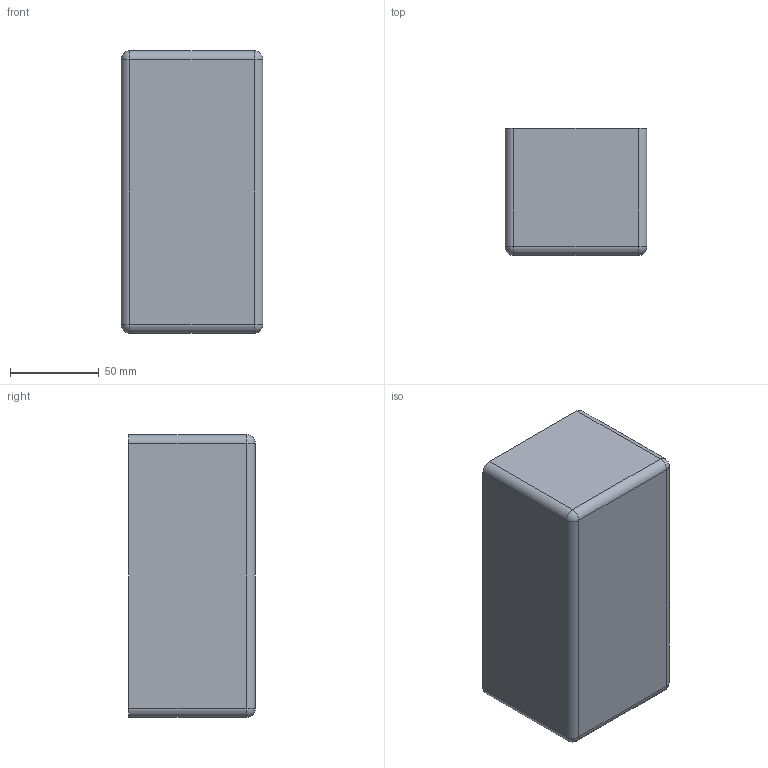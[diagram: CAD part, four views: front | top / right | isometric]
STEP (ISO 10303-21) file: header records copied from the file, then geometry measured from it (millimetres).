
FILE_DESCRIPTION (( 'STEP AP203' ), '1' );
FILE_NAME ('box_upper_Default_sldprt.step_Default_sldprt.STEP', '2024-04-22T08:16:05', ( '' ), ( '' ), 'SwSTEP 2.0', 'SolidWorks 2019', '' );
FILE_SCHEMA (( 'CONFIG_CONTROL_DESIGN' ));
Length unit declared in the file: millimetre
Products named in the file (1): box_upper_Default_sldprt.step_Default_sldprt
Bounding box: 80 x 71.5 x 159.5 mm (x, y, z)
Volume: 156531.9 mm3; surface area: 100218.7 mm2
Topology: 1 solids, 1 shells, 51 faces, 124 edges, 76 vertices
Faces by surface type: plane 39, cylinder 8, sphere 4
Entity records: 1511 total; most frequent: CARTESIAN_POINT 248, ORIENTED_EDGE 240, DIRECTION 240, EDGE_CURVE 120, LINE 104, VECTOR 104, VERTEX_POINT 76, AXIS2_PLACEMENT_3D 68
